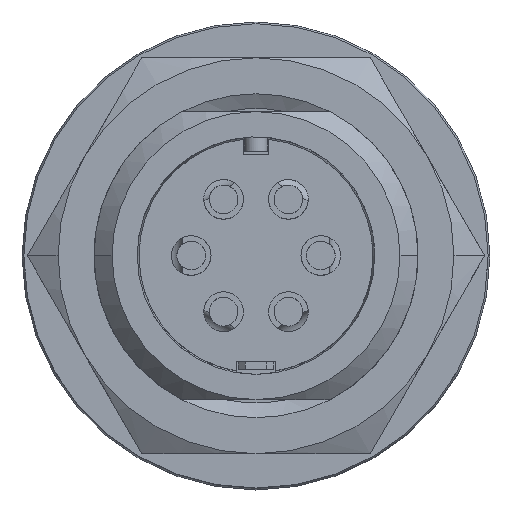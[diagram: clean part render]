
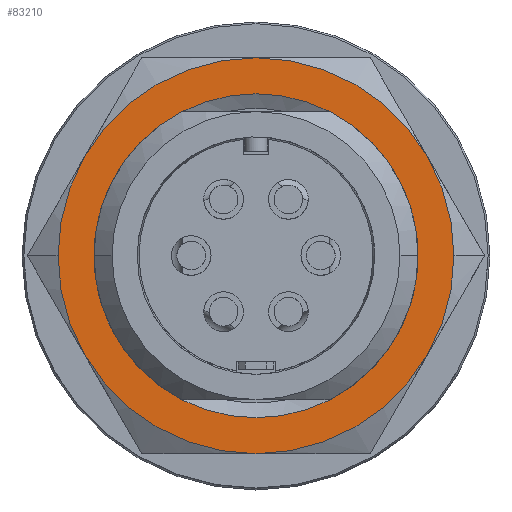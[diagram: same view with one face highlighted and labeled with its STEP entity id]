
A CAD part, top view. The second image highlights one B-rep face of the part: STEP entity #83210.
In plain terms, the highlighted planar face has unit normal (0, 0, 1).
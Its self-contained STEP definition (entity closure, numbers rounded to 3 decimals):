
#45600=CARTESIAN_POINT('',(2.053,3.983,4.6));
#45610=VERTEX_POINT('',#45600);
#46650=CARTESIAN_POINT('',(-2.07,3.983,4.6));
#46660=VERTEX_POINT('',#46650);
#55140=CARTESIAN_POINT('',(-0.009,-0.017,4.6));
#55150=DIRECTION('',(0.,0.,1.));
#55160=DIRECTION('',(0.,-1.,0.));
#55170=AXIS2_PLACEMENT_3D('',#55140,#55150,#55160);
#55180=CIRCLE('',#55170,4.5);
#55190=CARTESIAN_POINT('',(2.053,-4.017,4.6));
#55200=VERTEX_POINT('',#55190);
#55210=EDGE_CURVE('',#55200,#45610,#55180,.T.);
#60860=CARTESIAN_POINT('',(-2.07,-4.017,4.6));
#60870=VERTEX_POINT('',#60860);
#68490=CARTESIAN_POINT('',(-0.009,-0.017,4.6));
#68500=DIRECTION('',(0.,0.,1.));
#68510=DIRECTION('',(0.,-1.,0.));
#68520=AXIS2_PLACEMENT_3D('',#68490,#68500,#68510);
#68530=CIRCLE('',#68520,4.5);
#68540=EDGE_CURVE('',#46660,#60870,#68530,.T.);
#74160=CARTESIAN_POINT('',(-0.009,5.483,4.6));
#74170=VERTEX_POINT('',#74160);
#75730=CARTESIAN_POINT('',(-4.772,2.733,4.6));
#75740=VERTEX_POINT('',#75730);
#76460=CARTESIAN_POINT('',(-4.772,-2.767,4.6));
#76470=VERTEX_POINT('',#76460);
#78870=CARTESIAN_POINT('',(-0.009,-5.517,4.6));
#78880=VERTEX_POINT('',#78870);
#80010=CARTESIAN_POINT('',(4.755,-2.767,4.6));
#80020=VERTEX_POINT('',#80010);
#81580=CARTESIAN_POINT('',(4.755,2.733,4.6));
#81590=VERTEX_POINT('',#81580);
#82710=CARTESIAN_POINT('',(-0.009,-0.017,4.6));
#82720=DIRECTION('',(0.,0.,-1.));
#82730=DIRECTION('',(1.,0.,0.));
#82740=AXIS2_PLACEMENT_3D('',#82710,#82720,#82730);
#82750=CIRCLE('',#82740,5.5);
#82760=EDGE_CURVE('',#80020,#78880,#82750,.T.);
#82820=CARTESIAN_POINT('',(0.829,-5.963,4.6));
#82830=DIRECTION('',(0.,0.,1.));
#82840=DIRECTION('',(1.,0.,0.));
#82850=AXIS2_PLACEMENT_3D('',#82820,#82830,#82840);
#82860=PLANE('',#82850);
#82870=EDGE_CURVE('',#75740,#74170,#82750,.T.);
#82880=ORIENTED_EDGE('',*,*,#82870,.F.);
#82890=EDGE_CURVE('',#74170,#81590,#82750,.T.);
#82900=ORIENTED_EDGE('',*,*,#82890,.F.);
#82910=CARTESIAN_POINT('',(5.491,-0.017,
4.6));
#82920=VERTEX_POINT('',#82910);
#82930=EDGE_CURVE('',#81590,#82920,#82750,.T.);
#82940=ORIENTED_EDGE('',*,*,#82930,.F.);
#82950=EDGE_CURVE('',#82920,#80020,#82750,.T.);
#82960=ORIENTED_EDGE('',*,*,#82950,.F.);
#82970=ORIENTED_EDGE('',*,*,#82760,.F.);
#82980=EDGE_CURVE('',#78880,#76470,#82750,.T.);
#82990=ORIENTED_EDGE('',*,*,#82980,.F.);
#83000=CARTESIAN_POINT('',(-5.509,-0.017,4.6)
);
#83010=VERTEX_POINT('',#83000);
#83020=EDGE_CURVE('',#76470,#83010,#82750,.T.);
#83030=ORIENTED_EDGE('',*,*,#83020,.F.);
#83040=EDGE_CURVE('',#83010,#75740,#82750,.T.);
#83050=ORIENTED_EDGE('',*,*,#83040,.F.);
#83060=EDGE_LOOP('',(#83050,#83030,#82990,#82970,#82960,#82940,#82900,
#82880));
#83070=FACE_OUTER_BOUND('',#83060,.T.);
#83080=CARTESIAN_POINT('',(-0.009,-0.017,4.6));
#83090=DIRECTION('',(0.,0.,1.));
#83100=DIRECTION('',(-1.,0.,0.));
#83110=AXIS2_PLACEMENT_3D('',#83080,#83090,#83100);
#83120=CIRCLE('',#83110,4.5);
#83130=EDGE_CURVE('',#45610,#46660,#83120,.T.);
#83140=ORIENTED_EDGE('',*,*,#83130,.F.);
#83150=ORIENTED_EDGE('',*,*,#68540,.F.);
#83160=EDGE_CURVE('',#60870,#55200,#83120,.T.);
#83170=ORIENTED_EDGE('',*,*,#83160,.F.);
#83180=ORIENTED_EDGE('',*,*,#55210,.F.);
#83190=EDGE_LOOP('',(#83180,#83170,#83150,#83140));
#83200=FACE_BOUND('',#83190,.T.);
#83210=ADVANCED_FACE('',(#83070,#83200),#82860,.T.);
